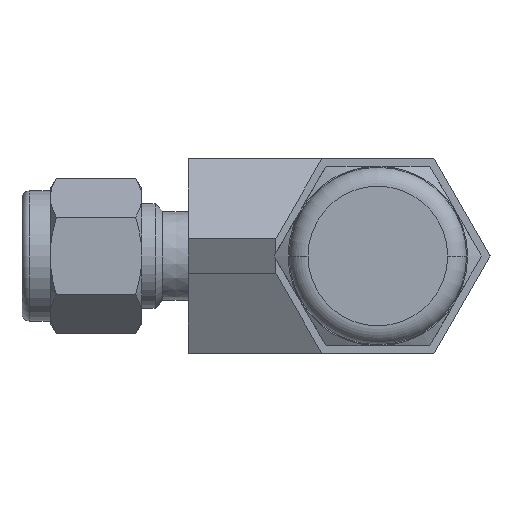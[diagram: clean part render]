
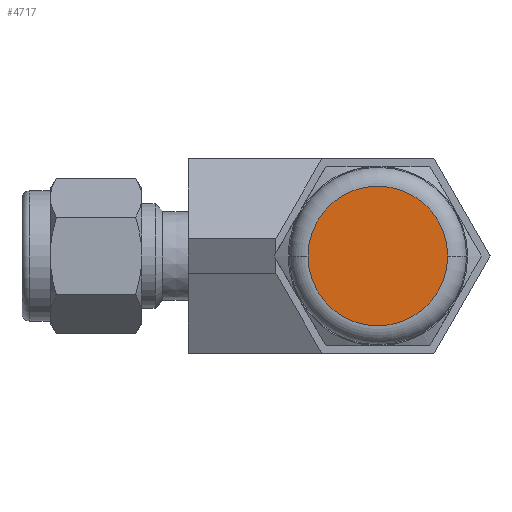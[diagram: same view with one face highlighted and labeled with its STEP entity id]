
A CAD part, left-side view. The second image highlights one B-rep face of the part: STEP entity #4717.
In plain terms, the highlighted planar face has unit normal (-1, 0, 0).
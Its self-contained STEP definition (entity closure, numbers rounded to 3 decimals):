
#357 = EDGE_CURVE('',#358,#360,#362,.T.);
#358 = VERTEX_POINT('',#359);
#359 = CARTESIAN_POINT('',(-69.4,7.408,0.));
#360 = VERTEX_POINT('',#361);
#361 = CARTESIAN_POINT('',(-69.4,-7.408,0.));
#362 = CIRCLE('',#363,7.408);
#363 = AXIS2_PLACEMENT_3D('',#364,#365,#366);
#364 = CARTESIAN_POINT('',(-69.4,0.,0.));
#365 = DIRECTION('',(1.,0.,-0.));
#366 = DIRECTION('',(0.,1.,0.));
#4717 = ADVANCED_FACE('',(#4718),#4728,.T.);
#4718 = FACE_BOUND('',#4719,.T.);
#4719 = EDGE_LOOP('',(#4720,#4721));
#4720 = ORIENTED_EDGE('',*,*,#357,.F.);
#4721 = ORIENTED_EDGE('',*,*,#4722,.F.);
#4722 = EDGE_CURVE('',#360,#358,#4723,.T.);
#4723 = CIRCLE('',#4724,7.408);
#4724 = AXIS2_PLACEMENT_3D('',#4725,#4726,#4727);
#4725 = CARTESIAN_POINT('',(-69.4,0.,0.));
#4726 = DIRECTION('',(1.,0.,-0.));
#4727 = DIRECTION('',(0.,1.,0.));
#4728 = PLANE('',#4729);
#4729 = AXIS2_PLACEMENT_3D('',#4730,#4731,#4732);
#4730 = CARTESIAN_POINT('',(-69.4,7.408,0.));
#4731 = DIRECTION('',(-1.,0.,0.));
#4732 = DIRECTION('',(0.,-1.,0.));
